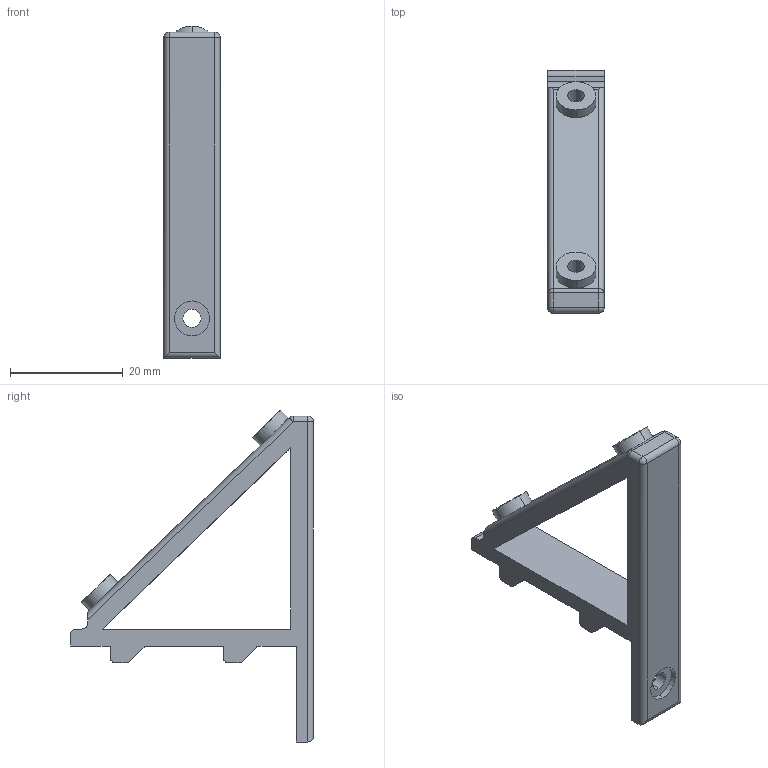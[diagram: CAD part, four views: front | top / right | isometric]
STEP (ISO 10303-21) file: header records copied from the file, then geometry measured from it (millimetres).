
FILE_DESCRIPTION (( 'STEP AP203' ), '1' );
FILE_NAME ('melzi_holder.step', '2016-02-29T21:23:32', ( '' ), ( '' ), 'SwSTEP 2.0', 'SolidWorks 2015', '' );
FILE_SCHEMA (( 'CONFIG_CONTROL_DESIGN' ));
Length unit declared in the file: millimetre
Products named in the file (1): melzi_holder
Bounding box: 10 x 43 x 58.79 mm (x, y, z)
Volume: 5522.1 mm3; surface area: 4201.5 mm2
Topology: 1 solids, 1 shells, 58 faces, 148 edges, 92 vertices
Faces by surface type: plane 28, cylinder 26, sphere 4
Entity records: 1821 total; most frequent: CARTESIAN_POINT 315, DIRECTION 304, ORIENTED_EDGE 292, EDGE_CURVE 146, AXIS2_PLACEMENT_3D 105, LINE 94, VECTOR 94, VERTEX_POINT 92
